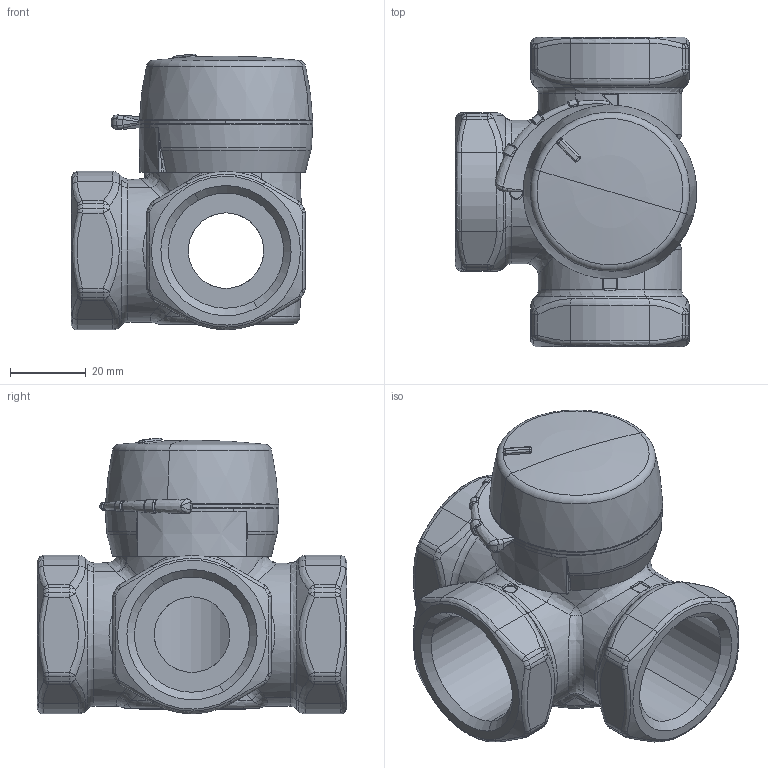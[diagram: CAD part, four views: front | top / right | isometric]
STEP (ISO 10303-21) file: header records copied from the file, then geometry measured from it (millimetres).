
FILE_DESCRIPTION(('CATIA V5 STEP Exchange'),'2;1');
FILE_NAME('VRG X3X DN25.stp','2008-05-23T06:25:06+00:00',('none'),('none'),'CATIA Version 5 Release 16 (IN-10)','CATIA V5 STEP AP214','none');
FILE_SCHEMA(('AUTOMOTIVE_DESIGN { 1 0 10303 214 1 1 1 1 }'));
Products named in the file (5): VRG X3X DN25; 7002-01; 7035-01; 7040-01; 7039-01
Assembly tree (4 placements, depth 2):
  VRG X3X DN25
    7002-01
    7035-01
    7040-01
    7039-01
Bounding box: 64 x 82 x 73.07 mm (x, y, z)
Volume: 81610.7 mm3; surface area: 53450.6 mm2
Topology: 5 solids, 5 shells, 1087 faces, 2823 edges, 1744 vertices
Faces by surface type: plane 371, cylinder 281, bspline 205, cone 90, torus 73, sphere 41, revolution 16, extrusion 10
Entity records: 43536 total; most frequent: CARTESIAN_POINT 20739, ORIENTED_EDGE 5566, DIRECTION 3153, EDGE_CURVE 2742, VERTEX_POINT 1713, AXIS2_PLACEMENT_3D 1349, VECTOR 1184, LINE 1174
